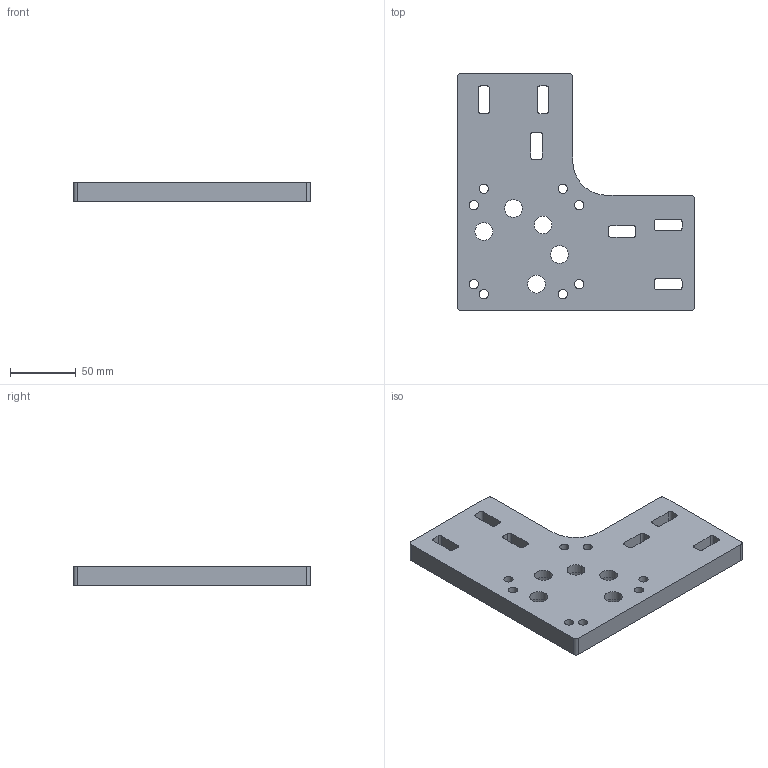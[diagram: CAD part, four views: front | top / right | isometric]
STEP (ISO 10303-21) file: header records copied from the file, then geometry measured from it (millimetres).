
FILE_DESCRIPTION(/* description */ ('SCREW-ON PLATE FOR LIFTING WHEEL '),/* implementation_level */ '2;1');
FILE_NAME(/* name */ '3842553967.stp',/* time_stamp */ '2026-03-17T09:36:43+01:00',/* author */ ('andreas.svensson'),/* organization */ (''),/* preprocessor_version */ 'ST-DEVELOPER v20.1',/* originating_system */ 'Autodesk Inventor 2026',/* authorisation */ '');
FILE_SCHEMA (('AUTOMOTIVE_DESIGN { 1 0 10303 214 3 1 1 }'));
Length unit declared in the file: millimetre
Products named in the file (1): 3842553967
Bounding box: 180 x 180 x 15 mm (x, y, z)
Volume: 318695.7 mm3; surface area: 66221.9 mm2
Topology: 1 solids, 1 shells, 85 faces, 234 edges, 156 vertices
Faces by surface type: cylinder 48, plane 37
Full cylindrical faces by diameter (mm): 7 x8, 13.5 x5, 20 x2, 23 x3
Entity records: 2872 total; most frequent: DIRECTION 502, CARTESIAN_POINT 476, ORIENTED_EDGE 468, EDGE_CURVE 234, AXIS2_PLACEMENT_3D 182, VERTEX_POINT 156, LINE 138, VECTOR 138
